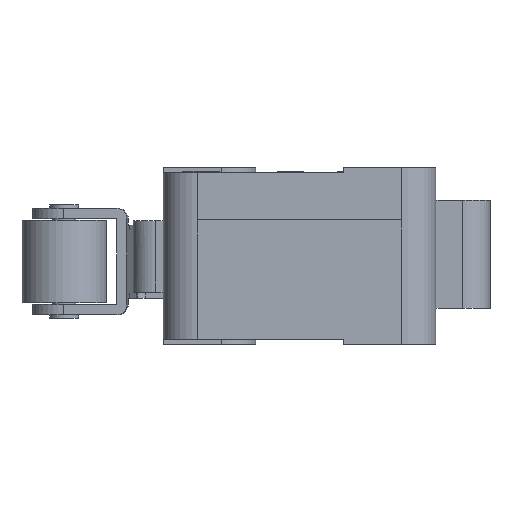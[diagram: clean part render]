
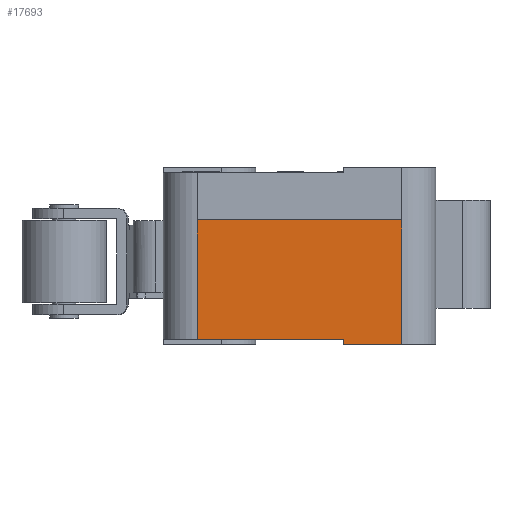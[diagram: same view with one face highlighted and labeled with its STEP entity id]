
A CAD part, left-side view. The second image highlights one B-rep face of the part: STEP entity #17693.
In plain terms, the highlighted planar face has unit normal (-1, 0, 0).
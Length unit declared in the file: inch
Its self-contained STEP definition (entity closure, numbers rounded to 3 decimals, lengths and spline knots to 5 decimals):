
#11712=CARTESIAN_POINT('',(-1.1378,0.25295,0.28543));
#11713=VERTEX_POINT('',#11712);
#11731=CARTESIAN_POINT('',(-1.1378,0.25295,0.01181));
#11732=VERTEX_POINT('',#11731);
#11740=CARTESIAN_POINT('',(-1.1378,0.25295,0.01181));
#11741=DIRECTION('',(0.0,0.0,1.0));
#11742=VECTOR('',#11741,0.27362);
#11743=LINE('',#11740,#11742);
#11744=EDGE_CURVE('',#11732,#11713,#11743,.T.);
#11776=CARTESIAN_POINT('',(-1.1378,-0.21555,0.28543));
#11777=VERTEX_POINT('',#11776);
#11778=CARTESIAN_POINT('',(-1.1378,-0.21555,0.28543));
#11779=DIRECTION('',(0.0,1.0,0.0));
#11780=VECTOR('',#11779,0.4685);
#11781=LINE('',#11778,#11780);
#11782=EDGE_CURVE('',#11777,#11713,#11781,.T.);
#11832=CARTESIAN_POINT('',(-1.1378,-0.21555,0.0));
#11833=VERTEX_POINT('',#11832);
#11834=CARTESIAN_POINT('',(-1.1378,-0.21555,0.0));
#11835=DIRECTION('',(0.0,0.0,1.0));
#11836=VECTOR('',#11835,0.28543);
#11837=LINE('',#11834,#11836);
#11838=EDGE_CURVE('',#11833,#11777,#11837,.T.);
#17355=CARTESIAN_POINT('',(-1.1378,-0.08169,0.01181));
#17356=VERTEX_POINT('',#17355);
#17364=CARTESIAN_POINT('',(-1.1378,-0.08169,0.0));
#17365=VERTEX_POINT('',#17364);
#17372=CARTESIAN_POINT('',(-1.1378,-0.08169,0.01181));
#17373=DIRECTION('',(0.0,0.0,-1.0));
#17374=VECTOR('',#17373,0.01181);
#17375=LINE('',#17372,#17374);
#17376=EDGE_CURVE('',#17356,#17365,#17375,.T.);
#17407=CARTESIAN_POINT('',(-1.1378,0.25295,0.01181));
#17408=DIRECTION('',(0.0,-1.0,0.0));
#17409=VECTOR('',#17408,0.33465);
#17410=LINE('',#17407,#17409);
#17411=EDGE_CURVE('',#11732,#17356,#17410,.T.);
#17458=CARTESIAN_POINT('',(-1.1378,-0.21555,0.0));
#17459=DIRECTION('',(0.0,1.0,0.0));
#17460=VECTOR('',#17459,0.13386);
#17461=LINE('',#17458,#17460);
#17462=EDGE_CURVE('',#11833,#17365,#17461,.T.);
#17680=CARTESIAN_POINT('',(-1.1378,-0.23898,-0.01427));
#17681=DIRECTION('',(-1.0,0.0,0.0));
#17682=DIRECTION('',(0.0,0.0,1.0));
#17683=AXIS2_PLACEMENT_3D('',#17680,#17681,#17682);
#17684=PLANE('',#17683);
#17685=ORIENTED_EDGE('',*,*,#11782,.T.);
#17686=ORIENTED_EDGE('',*,*,#11744,.F.);
#17687=ORIENTED_EDGE('',*,*,#17411,.T.);
#17688=ORIENTED_EDGE('',*,*,#17376,.T.);
#17689=ORIENTED_EDGE('',*,*,#17462,.F.);
#17690=ORIENTED_EDGE('',*,*,#11838,.T.);
#17691=EDGE_LOOP('',(#17685,#17686,#17687,#17688,#17689,#17690));
#17692=FACE_OUTER_BOUND('',#17691,.T.);
#17693=ADVANCED_FACE('',(#17692),#17684,.T.);
